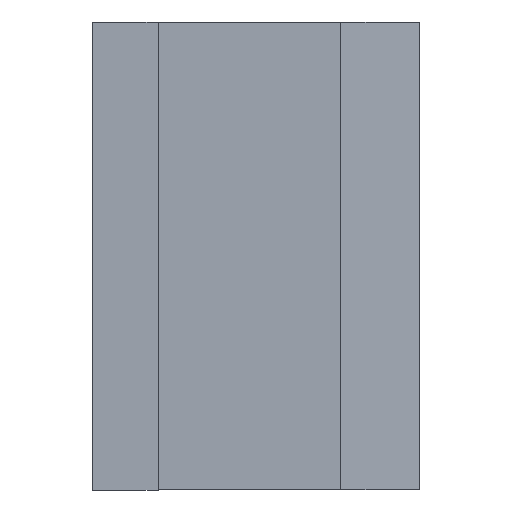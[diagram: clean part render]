
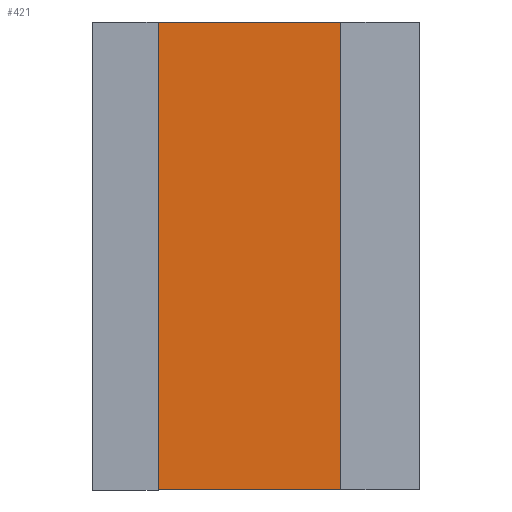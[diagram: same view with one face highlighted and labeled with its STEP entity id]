
A CAD part, left-side view. The second image highlights one B-rep face of the part: STEP entity #421.
In plain terms, the highlighted planar face has unit normal (-1, 0, -0.002).
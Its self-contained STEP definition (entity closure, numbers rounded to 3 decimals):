
#33=PLANE('',#466);
#55=FACE_OUTER_BOUND('',#84,.T.);
#84=EDGE_LOOP('',(#338,#339,#340,#341));
#128=LINE('',#675,#169);
#130=LINE('',#680,#171);
#131=LINE('',#682,#172);
#132=LINE('',#683,#173);
#169=VECTOR('',#546,10.);
#171=VECTOR('',#552,10.);
#172=VECTOR('',#553,10.);
#173=VECTOR('',#554,10.);
#217=VERTEX_POINT('',#663);
#219=VERTEX_POINT('',#669);
#221=VERTEX_POINT('',#679);
#222=VERTEX_POINT('',#681);
#264=EDGE_CURVE('',#219,#217,#128,.T.);
#266=EDGE_CURVE('',#217,#221,#130,.T.);
#267=EDGE_CURVE('',#222,#221,#131,.T.);
#268=EDGE_CURVE('',#219,#222,#132,.T.);
#338=ORIENTED_EDGE('',*,*,#264,.T.);
#339=ORIENTED_EDGE('',*,*,#266,.T.);
#340=ORIENTED_EDGE('',*,*,#267,.F.);
#341=ORIENTED_EDGE('',*,*,#268,.F.);
#421=ADVANCED_FACE('',(#55),#33,.T.);
#466=AXIS2_PLACEMENT_3D('',#678,#550,#551);
#546=DIRECTION('',(0.002,0.,-1.));
#550=DIRECTION('center_axis',(-1.,0.,-0.002));
#551=DIRECTION('ref_axis',(0.002,0.,-1.));
#552=DIRECTION('',(0.,-1.,0.));
#553=DIRECTION('',(0.002,0.,-1.));
#554=DIRECTION('',(0.,-1.,0.));
#663=CARTESIAN_POINT('',(114.915,12.5,46.8));
#669=CARTESIAN_POINT('',(114.831,12.5,82.6));
#675=CARTESIAN_POINT('',(114.873,12.5,64.7));
#678=CARTESIAN_POINT('Origin',(114.831,17.5,82.6));
#679=CARTESIAN_POINT('',(114.915,-1.5,46.8));
#680=CARTESIAN_POINT('',(114.915,17.5,46.8));
#681=CARTESIAN_POINT('',(114.831,-1.5,82.6));
#682=CARTESIAN_POINT('',(114.852,-1.5,73.626));
#683=CARTESIAN_POINT('',(114.831,17.5,82.6));
